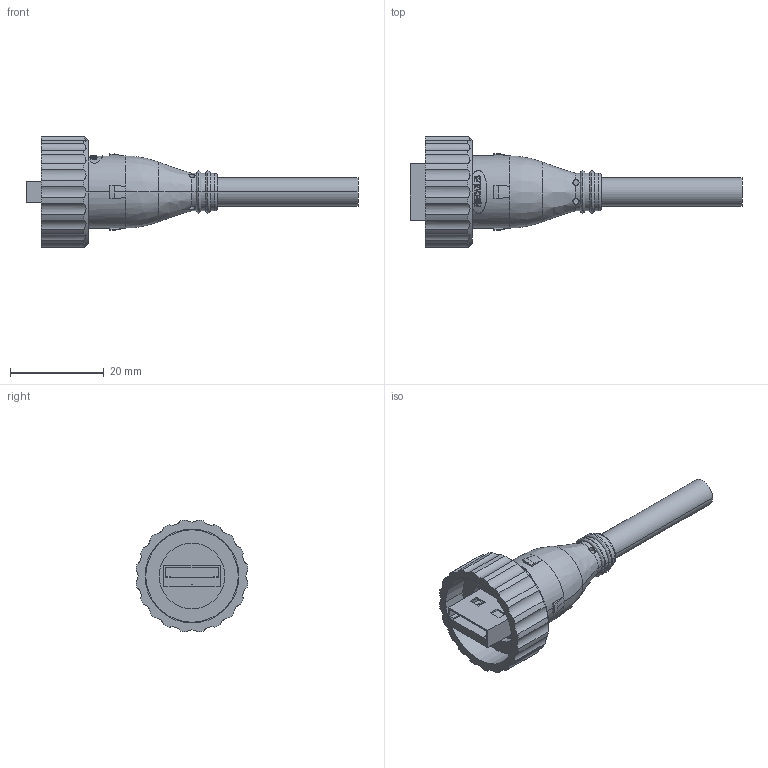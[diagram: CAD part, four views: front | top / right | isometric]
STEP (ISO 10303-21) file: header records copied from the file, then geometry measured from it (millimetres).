
FILE_DESCRIPTION (( 'STEP AP203' ), '1' );
FILE_NAME ('P453.STEP', '2020-04-16T01:51:39', ( 'edpusr' ), ( 'Microsoft' ), 'SwSTEP 2.0', 'SolidWorks 2015', '' );
FILE_SCHEMA (( 'CONFIG_CONTROL_DESIGN' ));
Length unit declared in the file: millimetre
Products named in the file (1): P453
Bounding box: 70.8 x 23.87 x 23.87 mm (x, y, z)
Volume: 7130.3 mm3; surface area: 4751.8 mm2
Topology: 1 solids, 1 shells, 418 faces, 1141 edges, 750 vertices
Faces by surface type: bspline 213, plane 102, cylinder 96, cone 7
Entity records: 27222 total; most frequent: CARTESIAN_POINT 17895, ORIENTED_EDGE 2282, DIRECTION 1305, EDGE_CURVE 1141, VERTEX_POINT 750, VECTOR 521, LINE 521, EDGE_LOOP 447
